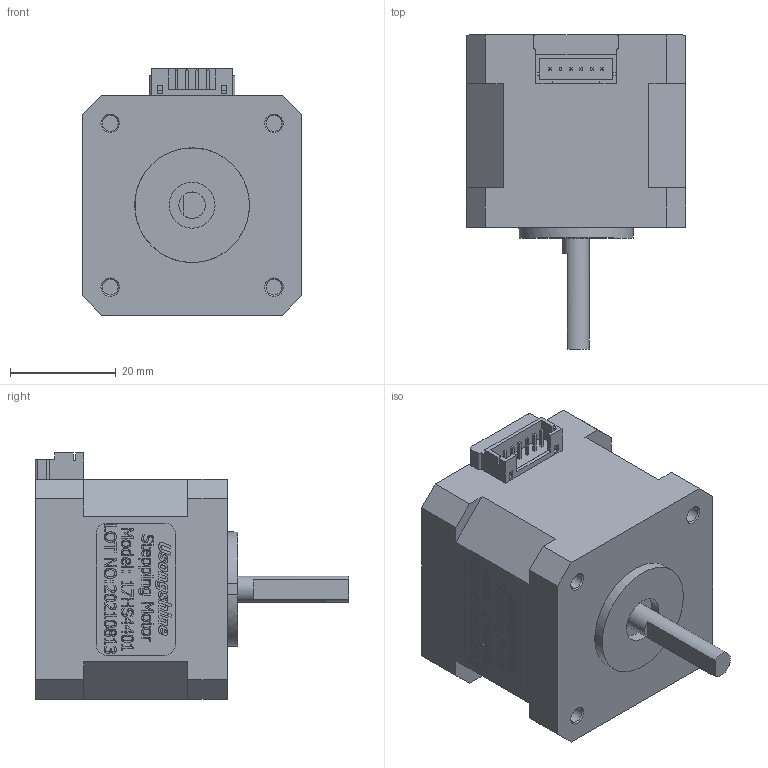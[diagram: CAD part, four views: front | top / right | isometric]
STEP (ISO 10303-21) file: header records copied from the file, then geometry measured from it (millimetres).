
FILE_DESCRIPTION(/* description */ (''),/* implementation_level */ '2;1');
FILE_NAME(/* name */ '',/* time_stamp */ '2024-01-27T11:01:14+03:00',/* author */ (''),/* organization */ (''),/* preprocessor_version */ 'ST-DEVELOPER v20',/* originating_system */ 'Autodesk Translation Framework v12.14.0.127',/* authorisation */ '');
FILE_SCHEMA (('AUTOMOTIVE_DESIGN { 1 0 10303 214 3 1 1 }'));
Length unit declared in the file: millimetre
Products named in the file (19): Part1NEMA17; Component2; Component3; Component4; Component5; Component6; Component7; Component8; Component9; Component10; Component11; Component12; Component13; Component14; Component15; Component16; Component17; Component18; Component19
Assembly tree (18 placements, depth 2):
  Part1NEMA17
    Component2
    Component3
    Component4
    Component5
    Component6
    Component7
    Component8
    Component9
    Component10
    Component11
    Component12
    Component13
    Component14
    Component15
    Component16
    Component17
    Component18
    Component19
Bounding box: 41.62 x 59.4 x 46.6 mm (x, y, z)
Volume: 61220.9 mm3; surface area: 10778.7 mm2
Topology: 1 solids, 1 shells, 1074 faces, 2813 edges, 1842 vertices
Faces by surface type: plane 596, bspline 382, cylinder 88, cone 8
Full cylindrical faces by diameter (mm): 3 x4, 5 x1, 5.5 x4, 6.05 x4, 8.7 x2, 21.7 x1
Entity records: 36009 total; most frequent: CARTESIAN_POINT 10652, ORIENTED_EDGE 5626, DIRECTION 3711, EDGE_CURVE 2813, LINE 1909, VECTOR 1909, VERTEX_POINT 1842, EDGE_LOOP 1179
